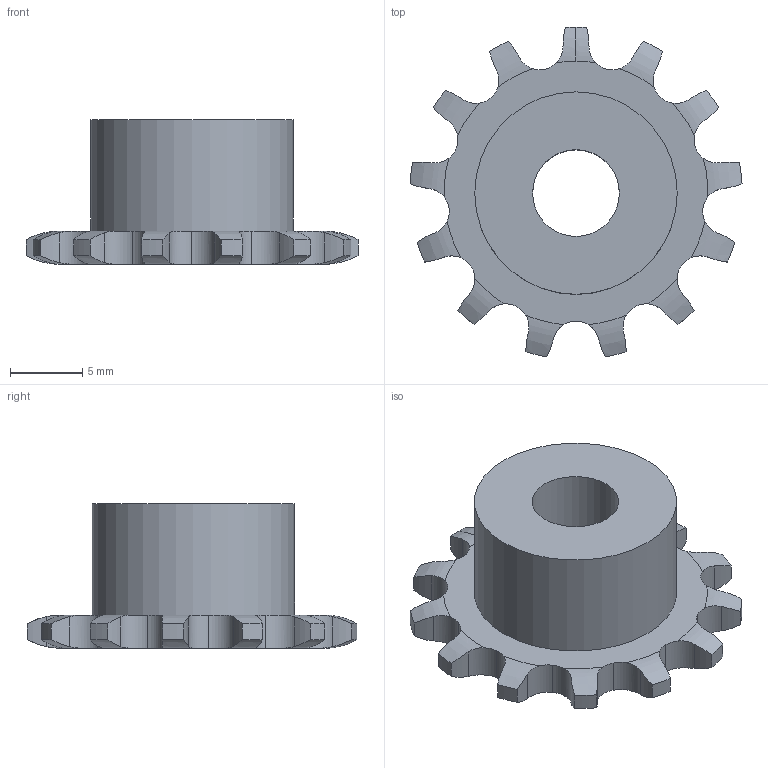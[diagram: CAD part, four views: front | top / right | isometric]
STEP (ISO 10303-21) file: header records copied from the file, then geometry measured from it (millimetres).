
FILE_DESCRIPTION(('FreeCAD Model'),'2;1');
FILE_NAME('Open CASCADE Shape Model','2021-02-24T18:58:28',('Author'),( ''),'Open CASCADE STEP processor 7.4','FreeCAD','Unknown');
FILE_SCHEMA(('AUTOMOTIVE_DESIGN { 1 0 10303 214 1 1 1 1 }'));
Length unit declared in the file: millimetre
Products named in the file (1): Hole
Bounding box: 22.96 x 22.82 x 10 mm (x, y, z)
Volume: 1607 mm3; surface area: 1309.3 mm2
Topology: 1 solids, 1 shells, 98 faces, 311 edges, 216 vertices
Faces by surface type: cylinder 67, revolution 28, plane 3
Full cylindrical faces by diameter (mm): 6 x1, 14 x1
Entity records: 10697 total; most frequent: CARTESIAN_POINT 5038, DIRECTION 932, ORIENTED_EDGE 622, PCURVE 622, DEFINITIONAL_REPRESENTATION 622, LINE 371, VECTOR 371, B_SPLINE_CURVE_WITH_KNOTS 312
